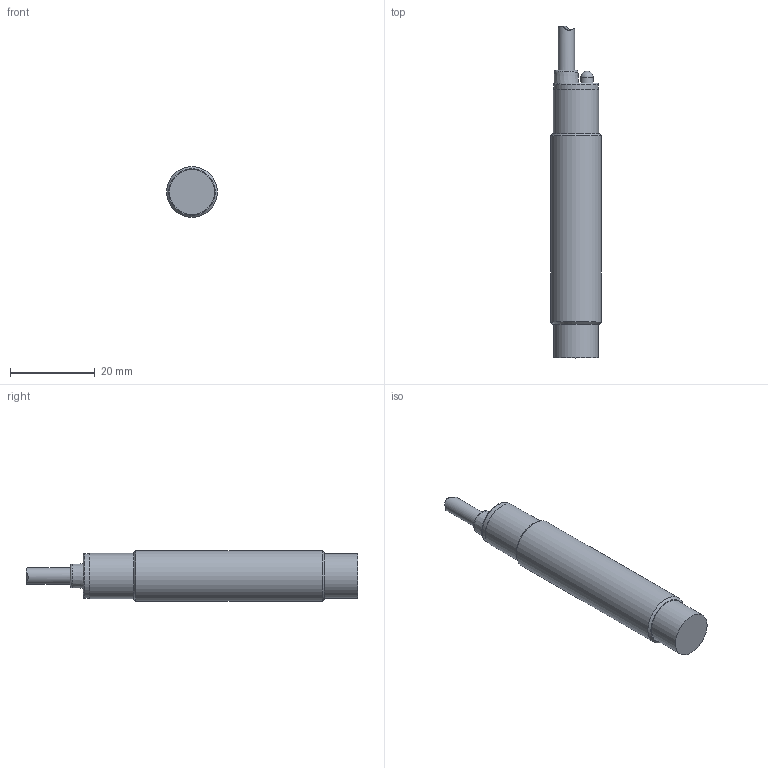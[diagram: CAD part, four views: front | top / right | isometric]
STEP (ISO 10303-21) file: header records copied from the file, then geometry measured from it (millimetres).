
FILE_DESCRIPTION(/* description */ (''),/* implementation_level */ '2;1');
FILE_NAME(/* name */ 'KA1320_Shrinkwrap_1.stp',/* time_stamp */ '2022-01-19T14:25:08+01:00',/* author */ ('Krieger Anja'),/* organization */ (''),/* preprocessor_version */ 'ST-DEVELOPER v18.1',/* originating_system */ 'Autodesk Inventor 2021',/* authorisation */ '');
FILE_SCHEMA (('AUTOMOTIVE_DESIGN { 1 0 10303 214 3 1 1 }'));
Length unit declared in the file: millimetre
Products named in the file (1): KA1320_Shrinkwrap_1
Bounding box: 12 x 78.5 x 12 mm (x, y, z)
Volume: 7083.1 mm3; surface area: 2773.4 mm2
Topology: 1 solids, 1 shells, 29 faces, 65 edges, 43 vertices
Faces by surface type: plane 13, cylinder 10, cone 3, torus 2, sphere 1
Full cylindrical faces by diameter (mm): 2 x1, 3 x1, 3.9 x1, 10.6 x2, 10.8 x1, 12 x1
Entity records: 1010 total; most frequent: CARTESIAN_POINT 211, DIRECTION 155, ORIENTED_EDGE 128, AXIS2_PLACEMENT_3D 66, EDGE_CURVE 64, VERTEX_POINT 43, CIRCLE 36, EDGE_LOOP 35
